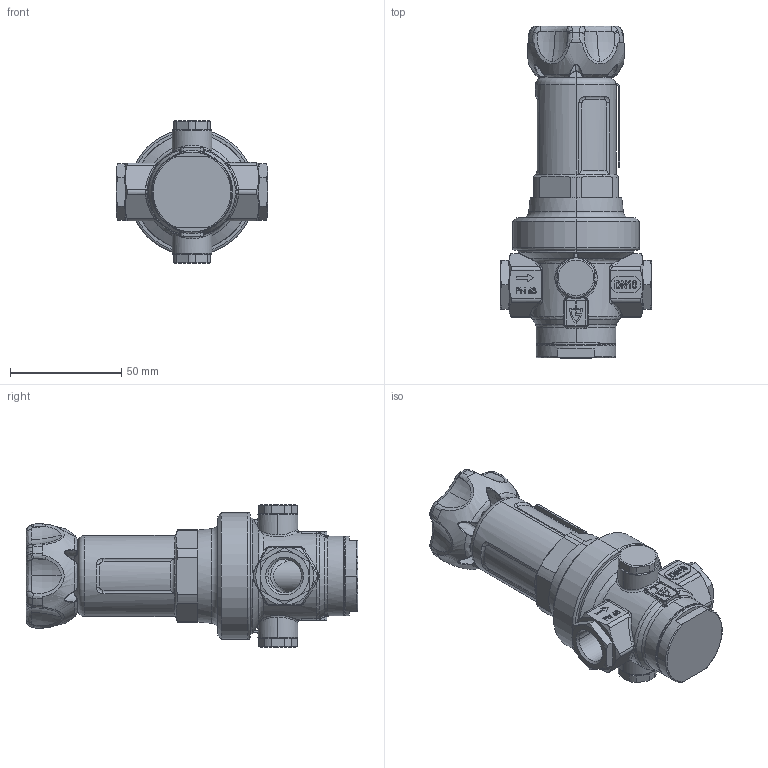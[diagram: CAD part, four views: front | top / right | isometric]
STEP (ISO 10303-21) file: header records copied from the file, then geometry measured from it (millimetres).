
FILE_DESCRIPTION (( 'STEP AP214' ), '1' );
FILE_NAME ('684-10-f+f-10+10.STEP', '2015-11-26T07:28:00', ( '' ), ( '' ), 'SwSTEP 2.0', 'SolidWorks 2014', '' );
FILE_SCHEMA (( 'AUTOMOTIVE_DESIGN' ));
Length unit declared in the file: millimetre
Products named in the file (1): 684-10-f+f-10+10
Bounding box: 68 x 149.4 x 64 mm (x, y, z)
Volume: 127112.4 mm3; surface area: 69576.4 mm2
Topology: 14 solids, 18 shells, 1902 faces, 4706 edges, 2881 vertices
Faces by surface type: bspline 615, plane 582, cylinder 374, cone 194, torus 119, sphere 18
Entity records: 120444 total; most frequent: CARTESIAN_POINT 59560, ORIENTED_EDGE 9352, DIRECTION 6520, EDGE_CURVE 4676, VERTEX_POINT 2881, AXIS2_PLACEMENT_3D 2411, EDGE_LOOP 2007, UNCERTAINTY_MEASURE_WITH_UNIT 1918
